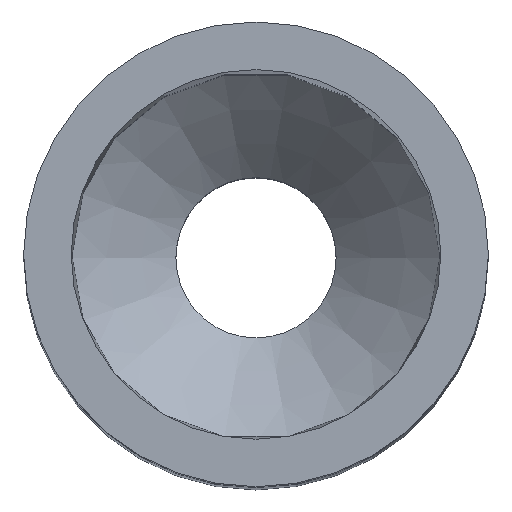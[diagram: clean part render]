
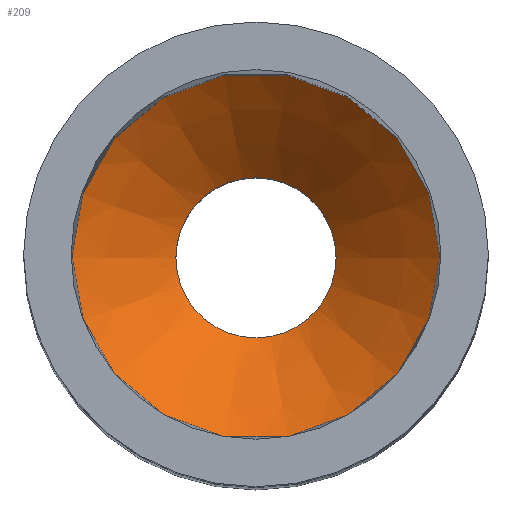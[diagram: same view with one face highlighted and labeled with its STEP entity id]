
A CAD part, top view. The second image highlights one B-rep face of the part: STEP entity #209.
In plain terms, the highlighted conical face has half-angle 47.744 degrees and reference radius 5.914 mm.
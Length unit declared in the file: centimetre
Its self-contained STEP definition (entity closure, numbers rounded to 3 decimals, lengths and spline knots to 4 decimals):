
#107=CONICAL_SURFACE('',#227,0.5914,0.833);
#119=VERTEX_POINT('',#292);
#120=VERTEX_POINT('',#295);
#129=CIRCLE('',#226,0.32);
#130=CIRCLE('',#228,0.7382);
#139=EDGE_CURVE('',#119,#119,#129,.T.);
#140=EDGE_CURVE('',#120,#120,#130,.F.);
#156=ORIENTED_EDGE('',*,*,#140,.T.);
#157=ORIENTED_EDGE('',*,*,#139,.F.);
#176=EDGE_LOOP('',(#156));
#177=EDGE_LOOP('',(#157));
#196=FACE_BOUND('',#176,.T.);
#197=FACE_BOUND('',#177,.T.);
#209=ADVANCED_FACE('',(#196,#197),#107,.F.);
#226=AXIS2_PLACEMENT_3D('',#291,#258,#259);
#227=AXIS2_PLACEMENT_3D('',#293,#260,#261);
#228=AXIS2_PLACEMENT_3D('',#294,#262,#263);
#258=DIRECTION('',(0.,0.,1.));
#259=DIRECTION('',(-0.32,0.,0.));
#260=DIRECTION('',(0.,0.,1.));
#261=DIRECTION('',(0.591,0.,0.));
#262=DIRECTION('',(0.,0.,-1.));
#263=DIRECTION('',(0.738,0.,0.));
#291=CARTESIAN_POINT('',(0.,0.,-4.0259));
#292=CARTESIAN_POINT('',(0.32,0.,-4.0259));
#293=CARTESIAN_POINT('',(0.,0.,-3.7794));
#294=CARTESIAN_POINT('',(0.,0.,-3.646));
#295=CARTESIAN_POINT('',(-0.7382,0.,-3.646));
